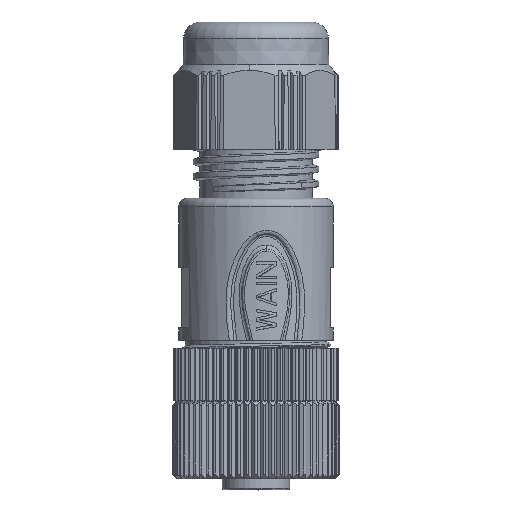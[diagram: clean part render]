
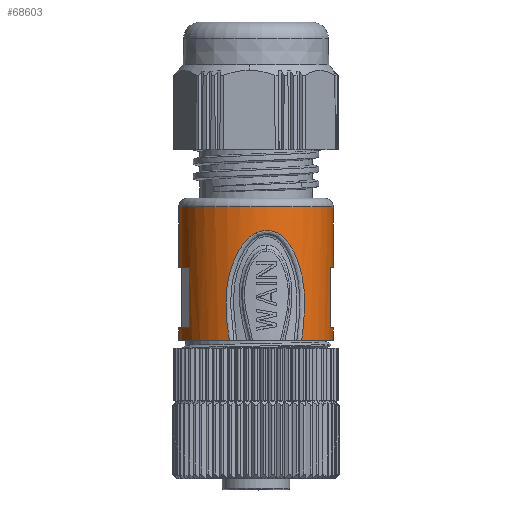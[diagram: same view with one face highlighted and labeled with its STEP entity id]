
A CAD part, top view. The second image highlights one B-rep face of the part: STEP entity #68603.
In plain terms, the highlighted cylindrical face has radius 9.25 mm (diameter 18.5 mm), a partial arc.
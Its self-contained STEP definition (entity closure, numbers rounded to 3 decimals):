
#16266=CARTESIAN_POINT('',(0.,23.3,0.));
#16267=DIRECTION('',(0.,-1.,0.));
#16268=DIRECTION('',(0.99,0.,-0.139));
#16269=AXIS2_PLACEMENT_3D('',#16266,#16267,#16268);
#16271=CARTESIAN_POINT('',(0.,23.3,0.));
#16272=DIRECTION('',(0.,-1.,0.));
#16273=DIRECTION('',(0.991,0.,-0.132));
#16274=AXIS2_PLACEMENT_3D('',#16271,#16272,#16273);
#16281=DIRECTION('',(0.,1.,0.));
#16282=VECTOR('',#16281,7.2);
#16283=CARTESIAN_POINT('',(-7.909,8.8,4.796));
#16284=LINE('',#16283,#16282);
#16285=DIRECTION('',(0.,-1.,0.));
#16286=VECTOR('',#16285,7.3);
#16287=CARTESIAN_POINT('',(9.16,23.3,-1.287));
#16288=LINE('',#16287,#16286);
#16289=DIRECTION('',(0.,-1.,0.));
#16290=VECTOR('',#16289,7.2);
#16291=CARTESIAN_POINT('',(8.925,16.,2.43));
#16292=LINE('',#16291,#16290);
#16293=DIRECTION('',(0.,-1.,0.));
#16294=VECTOR('',#16293,1.5);
#16295=CARTESIAN_POINT('',(9.16,8.8,-1.287));
#16296=LINE('',#16295,#16294);
#16297=CARTESIAN_POINT('',(0.071,20.187,
9.25));
#16298=CARTESIAN_POINT('',(-0.025,20.144,
9.25));
#16299=CARTESIAN_POINT('',(-0.221,20.045,
9.249));
#16300=CARTESIAN_POINT('',(-0.519,19.851,
9.237));
#16301=CARTESIAN_POINT('',(-0.828,19.603,
9.215));
#16302=CARTESIAN_POINT('',(-1.146,19.292,
9.181));
#16303=CARTESIAN_POINT('',(-1.474,18.906,
9.134));
#16304=CARTESIAN_POINT('',(-1.809,18.434,
9.074));
#16305=CARTESIAN_POINT('',(-2.146,17.873,
9.));
#16306=CARTESIAN_POINT('',(-2.49,17.208,
8.911));
#16307=CARTESIAN_POINT('',(-2.821,16.445,
8.811));
#16308=CARTESIAN_POINT('',(-3.093,15.651,
8.719));
#16309=CARTESIAN_POINT('',(-3.302,14.841,
8.641));
#16310=CARTESIAN_POINT('',(-3.459,13.972,
8.579));
#16311=CARTESIAN_POINT('',(-3.565,12.981,
8.536));
#16312=CARTESIAN_POINT('',(-3.61,11.836,
8.516));
#16313=CARTESIAN_POINT('',(-3.578,10.524,8.53));
#16314=CARTESIAN_POINT('',(-3.453,9.031,
8.582));
#16315=CARTESIAN_POINT('',(-3.296,7.899,
8.643));
#16316=CARTESIAN_POINT('',(-3.197,7.3,
8.68));
#16395=CARTESIAN_POINT('',(0.,7.3,0.));
#16396=DIRECTION('',(0.,1.,0.));
#16397=DIRECTION('',(0.591,0.,0.806));
#16398=AXIS2_PLACEMENT_3D('',#16395,#16396,#16397);
#16487=CARTESIAN_POINT('',(0.,7.3,0.));
#16488=DIRECTION('',(0.,1.,0.));
#16489=DIRECTION('',(-0.99,0.,0.139));
#16490=AXIS2_PLACEMENT_3D('',#16487,#16488,#16489);
#16513=CARTESIAN_POINT('',(0.071,20.187,
9.25));
#16514=CARTESIAN_POINT('',(0.152,20.224,
9.249));
#16515=CARTESIAN_POINT('',(0.324,20.292,
9.246));
#16516=CARTESIAN_POINT('',(0.616,20.376,
9.231));
#16517=CARTESIAN_POINT('',(0.93,20.428,
9.205));
#16518=CARTESIAN_POINT('',(1.255,20.447,9.166));
#16519=CARTESIAN_POINT('',(1.578,20.434,9.116));
#16520=CARTESIAN_POINT('',(1.891,20.389,9.056));
#16521=CARTESIAN_POINT('',(2.181,20.312,8.991));
#16522=CARTESIAN_POINT('',(2.46,20.204,8.918));
#16523=CARTESIAN_POINT('',(2.741,20.058,8.836));
#16524=CARTESIAN_POINT('',(3.027,19.866,8.742));
#16525=CARTESIAN_POINT('',(3.318,19.622,8.636));
#16526=CARTESIAN_POINT('',(3.617,19.312,8.516));
#16527=CARTESIAN_POINT('',(3.923,18.925,8.379));
#16528=CARTESIAN_POINT('',(4.23,18.454,8.229));
#16529=CARTESIAN_POINT('',(4.535,17.891,8.064));
#16530=CARTESIAN_POINT('',(4.84,17.228,7.885));
#16531=CARTESIAN_POINT('',(5.137,16.449,7.695));
#16532=CARTESIAN_POINT('',(5.381,15.625,7.525));
#16533=CARTESIAN_POINT('',(5.563,14.795,7.391));
#16534=CARTESIAN_POINT('',(5.699,13.902,7.286));
#16535=CARTESIAN_POINT('',(5.787,12.911,7.216));
#16536=CARTESIAN_POINT('',(5.821,11.78,7.189));
#16537=CARTESIAN_POINT('',(5.789,10.48,7.214));
#16538=CARTESIAN_POINT('',(5.679,9.001,7.302));
#16539=CARTESIAN_POINT('',(5.549,7.888,7.402));
#16540=CARTESIAN_POINT('',(5.47,7.3,7.459));
#17225=DIRECTION('',(0.,-1.,0.));
#17226=VECTOR('',#17225,7.3);
#17227=CARTESIAN_POINT('',(-9.16,23.3,1.287));
#17228=LINE('',#17227,#17226);
#17233=DIRECTION('',(0.,-1.,0.));
#17234=VECTOR('',#17233,1.5);
#17235=CARTESIAN_POINT('',(-9.16,8.8,1.287));
#17236=LINE('',#17235,#17234);
#17271=CARTESIAN_POINT('',(0.,8.8,0.));
#17272=DIRECTION('',(0.,-1.,0.));
#17273=DIRECTION('',(0.99,0.,-0.139));
#17274=AXIS2_PLACEMENT_3D('',#17271,#17272,#17273);
#17289=CARTESIAN_POINT('',(0.,16.,0.));
#17290=DIRECTION('',(0.,1.,0.));
#17291=DIRECTION('',(0.965,0.,0.263));
#17292=AXIS2_PLACEMENT_3D('',#17289,#17290,#17291);
#17299=CARTESIAN_POINT('',(0.,16.,0.));
#17300=DIRECTION('',(0.,1.,0.));
#17301=DIRECTION('',(-0.99,0.,0.139));
#17302=AXIS2_PLACEMENT_3D('',#17299,#17300,#17301);
#17317=CARTESIAN_POINT('',(0.,8.8,0.));
#17318=DIRECTION('',(0.,-1.,0.));
#17319=DIRECTION('',(-0.855,0.,0.518));
#17320=AXIS2_PLACEMENT_3D('',#17317,#17318,#17319);
#43391=CARTESIAN_POINT('',(-9.16,23.3,1.287));
#43392=VERTEX_POINT('',#43391);
#43394=CARTESIAN_POINT('',(9.16,23.3,-1.287));
#43396=VERTEX_POINT('',#43394);
#43397=CARTESIAN_POINT('',(9.169,23.3,-1.224));
#43398=VERTEX_POINT('',#43397);
#43399=CARTESIAN_POINT('',(-9.16,7.3,1.287));
#43400=CARTESIAN_POINT('',(-3.197,7.3,8.68));
#43401=VERTEX_POINT('',#43399);
#43402=VERTEX_POINT('',#43400);
#43403=CARTESIAN_POINT('',(-9.16,8.8,1.287));
#43404=VERTEX_POINT('',#43403);
#43405=CARTESIAN_POINT('',(-7.909,8.8,4.796));
#43406=VERTEX_POINT('',#43405);
#43407=CARTESIAN_POINT('',(-7.909,16.,4.796));
#43408=VERTEX_POINT('',#43407);
#43409=CARTESIAN_POINT('',(-9.16,16.,1.287));
#43410=VERTEX_POINT('',#43409);
#43411=CARTESIAN_POINT('',(9.16,16.,-1.287));
#43412=VERTEX_POINT('',#43411);
#43413=CARTESIAN_POINT('',(8.925,16.,2.43));
#43414=VERTEX_POINT('',#43413);
#43415=CARTESIAN_POINT('',(8.925,8.8,2.43));
#43416=VERTEX_POINT('',#43415);
#43417=CARTESIAN_POINT('',(9.16,8.8,-1.287));
#43418=VERTEX_POINT('',#43417);
#43419=CARTESIAN_POINT('',(9.16,7.3,-1.287));
#43420=VERTEX_POINT('',#43419);
#43421=CARTESIAN_POINT('',(5.47,7.3,7.459));
#43422=VERTEX_POINT('',#43421);
#43423=VERTEX_POINT('',#16513);
#68566=CARTESIAN_POINT('',(0.,1.2,0.));
#68567=DIRECTION('',(0.,1.,0.));
#68568=DIRECTION('',(0.99,0.,-0.139));
#68569=AXIS2_PLACEMENT_3D('',#68566,#68567,#68568);
#68570=CYLINDRICAL_SURFACE('',#68569,9.25);
#68572=ORIENTED_EDGE('',*,*,#68571,.F.);
#68574=ORIENTED_EDGE('',*,*,#68573,.F.);
#68576=ORIENTED_EDGE('',*,*,#68575,.F.);
#68578=ORIENTED_EDGE('',*,*,#68577,.T.);
#68580=ORIENTED_EDGE('',*,*,#68579,.F.);
#68582=ORIENTED_EDGE('',*,*,#68581,.F.);
#68583=ORIENTED_EDGE('',*,*,#68560,.F.);
#68584=ORIENTED_EDGE('',*,*,#68558,.F.);
#68586=ORIENTED_EDGE('',*,*,#68585,.T.);
#68588=ORIENTED_EDGE('',*,*,#68587,.F.);
#68590=ORIENTED_EDGE('',*,*,#68589,.T.);
#68592=ORIENTED_EDGE('',*,*,#68591,.F.);
#68594=ORIENTED_EDGE('',*,*,#68593,.T.);
#68596=ORIENTED_EDGE('',*,*,#68595,.F.);
#68598=ORIENTED_EDGE('',*,*,#68597,.F.);
#68600=ORIENTED_EDGE('',*,*,#68599,.T.);
#68601=EDGE_LOOP('',(#68572,#68574,#68576,#68578,#68580,#68582,#68583,#68584,
#68586,#68588,#68590,#68592,#68594,#68596,#68598,#68600));
#68602=FACE_OUTER_BOUND('',#68601,.F.);
#68603=ADVANCED_FACE('',(#68602),#68570,.T.);
#16270=CIRCLE('',#16269,9.25);
#16275=CIRCLE('',#16274,9.25);
#16317=B_SPLINE_CURVE_WITH_KNOTS('',3,(#16297,#16298,#16299,#16300,#16301,
#16302,#16303,#16304,#16305,#16306,#16307,#16308,#16309,#16310,#16311,#16312,
#16313,#16314,#16315,#16316),.UNSPECIFIED.,.F.,.F.,(4,1,1,1,1,1,1,1,1,1,1,1,1,1,
1,1,1,4),(0.,0.059,0.118,0.176,
0.235,0.294,0.353,0.412,
0.471,0.529,0.588,0.647,
0.706,0.765,0.824,0.882,
0.941,1.),.UNSPECIFIED.);
#16399=CIRCLE('',#16398,9.25);
#16491=CIRCLE('',#16490,9.25);
#16541=B_SPLINE_CURVE_WITH_KNOTS('',3,(#16513,#16514,#16515,#16516,#16517,
#16518,#16519,#16520,#16521,#16522,#16523,#16524,#16525,#16526,#16527,#16528,
#16529,#16530,#16531,#16532,#16533,#16534,#16535,#16536,#16537,#16538,#16539,
#16540),.UNSPECIFIED.,.F.,.F.,(4,1,1,1,1,1,1,1,1,1,1,1,1,1,1,1,1,1,1,1,1,1,1,1,
1,4),(0.,0.04,0.08,0.12,0.16,0.2,0.24,0.28,0.32,0.36,0.4,
0.44,0.48,0.52,0.56,0.6,0.64,0.68,0.72,0.76,0.8,0.84,
0.88,0.92,0.96,1.),.UNSPECIFIED.);
#17275=CIRCLE('',#17274,9.25);
#17293=CIRCLE('',#17292,9.25);
#17303=CIRCLE('',#17302,9.25);
#17321=CIRCLE('',#17320,9.25);
#68558=EDGE_CURVE('',#43396,#43398,#16270,.T.);
#68560=EDGE_CURVE('',#43398,#43392,#16275,.T.);
#68571=EDGE_CURVE('',#43401,#43402,#16491,.T.);
#68573=EDGE_CURVE('',#43404,#43401,#17236,.T.);
#68575=EDGE_CURVE('',#43406,#43404,#17321,.T.);
#68577=EDGE_CURVE('',#43406,#43408,#16284,.T.);
#68579=EDGE_CURVE('',#43410,#43408,#17303,.T.);
#68581=EDGE_CURVE('',#43392,#43410,#17228,.T.);
#68585=EDGE_CURVE('',#43396,#43412,#16288,.T.);
#68587=EDGE_CURVE('',#43414,#43412,#17293,.T.);
#68589=EDGE_CURVE('',#43414,#43416,#16292,.T.);
#68591=EDGE_CURVE('',#43418,#43416,#17275,.T.);
#68593=EDGE_CURVE('',#43418,#43420,#16296,.T.);
#68595=EDGE_CURVE('',#43422,#43420,#16399,.T.);
#68597=EDGE_CURVE('',#43423,#43422,#16541,.T.);
#68599=EDGE_CURVE('',#43423,#43402,#16317,.T.);
